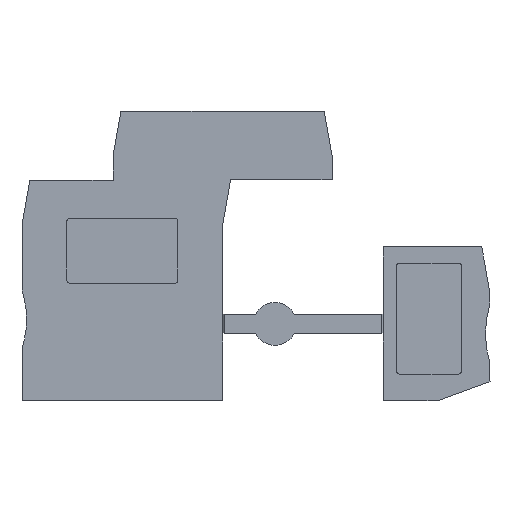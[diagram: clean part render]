
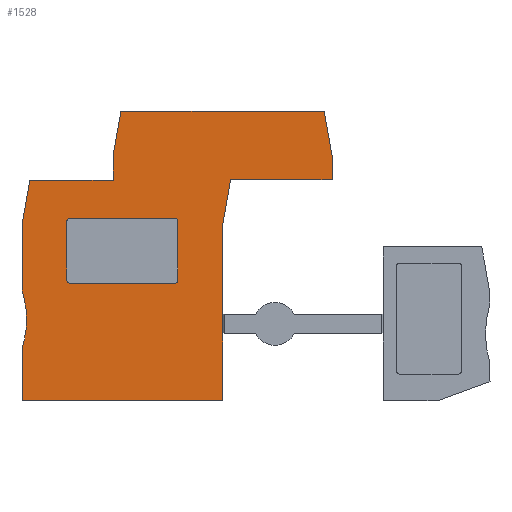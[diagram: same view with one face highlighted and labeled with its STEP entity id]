
A CAD part, left-side view. The second image highlights one B-rep face of the part: STEP entity #1528.
In plain terms, the highlighted face is planar.
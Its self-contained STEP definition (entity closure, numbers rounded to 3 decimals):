
#96=CIRCLE('',#1616,0.5);
#97=CIRCLE('',#1617,0.5);
#98=CIRCLE('',#1618,0.5);
#99=CIRCLE('',#1619,0.5);
#100=CIRCLE('',#1620,15.);
#145=VERTEX_POINT('',#2126);
#146=VERTEX_POINT('',#2127);
#147=VERTEX_POINT('',#2129);
#148=VERTEX_POINT('',#2131);
#149=VERTEX_POINT('',#2133);
#150=VERTEX_POINT('',#2135);
#151=VERTEX_POINT('',#2137);
#152=VERTEX_POINT('',#2139);
#153=VERTEX_POINT('',#2142);
#154=VERTEX_POINT('',#2143);
#155=VERTEX_POINT('',#2145);
#156=VERTEX_POINT('',#2147);
#157=VERTEX_POINT('',#2149);
#158=VERTEX_POINT('',#2151);
#159=VERTEX_POINT('',#2153);
#160=VERTEX_POINT('',#2155);
#161=VERTEX_POINT('',#2157);
#162=VERTEX_POINT('',#2159);
#163=VERTEX_POINT('',#2161);
#164=VERTEX_POINT('',#2163);
#165=VERTEX_POINT('',#2165);
#166=VERTEX_POINT('',#2167);
#167=VERTEX_POINT('',#2168);
#168=VERTEX_POINT('',#2170);
#169=VERTEX_POINT('',#2172);
#170=VERTEX_POINT('',#2174);
#171=VERTEX_POINT('',#2176);
#298=VECTOR('',#1753,1.);
#299=VECTOR('',#1756,1.);
#300=VECTOR('',#1759,1.);
#301=VECTOR('',#1762,1.);
#302=VECTOR('',#1765,1.);
#303=VECTOR('',#1766,1.);
#304=VECTOR('',#1767,1.);
#305=VECTOR('',#1768,1.);
#306=VECTOR('',#1769,1.);
#307=VECTOR('',#1770,1.);
#308=VECTOR('',#1771,1.);
#309=VECTOR('',#1772,1.);
#310=VECTOR('',#1773,1.);
#311=VECTOR('',#1774,1.);
#312=VECTOR('',#1775,1.);
#313=VECTOR('',#1776,1.);
#314=VECTOR('',#1779,1.);
#315=VECTOR('',#1780,1.);
#316=VECTOR('',#1781,1.);
#317=VECTOR('',#1782,1.);
#318=VECTOR('',#1783,1.);
#479=LINE('',#2125,#298);
#480=LINE('',#2130,#299);
#481=LINE('',#2134,#300);
#482=LINE('',#2138,#301);
#483=LINE('',#2141,#302);
#484=LINE('',#2144,#303);
#485=LINE('',#2146,#304);
#486=LINE('',#2148,#305);
#487=LINE('',#2150,#306);
#488=LINE('',#2152,#307);
#489=LINE('',#2154,#308);
#490=LINE('',#2156,#309);
#491=LINE('',#2158,#310);
#492=LINE('',#2160,#311);
#493=LINE('',#2162,#312);
#494=LINE('',#2164,#313);
#495=LINE('',#2169,#314);
#496=LINE('',#2171,#315);
#497=LINE('',#2173,#316);
#498=LINE('',#2175,#317);
#499=LINE('',#2177,#318);
#662=EDGE_CURVE('',#145,#146,#479,.T.);
#663=EDGE_CURVE('',#147,#146,#96,.T.);
#664=EDGE_CURVE('',#147,#148,#480,.T.);
#665=EDGE_CURVE('',#149,#148,#97,.T.);
#666=EDGE_CURVE('',#149,#150,#481,.T.);
#667=EDGE_CURVE('',#150,#151,#98,.T.);
#668=EDGE_CURVE('',#151,#152,#482,.T.);
#669=EDGE_CURVE('',#145,#152,#99,.T.);
#670=EDGE_CURVE('',#153,#154,#483,.T.);
#671=EDGE_CURVE('',#153,#155,#484,.T.);
#672=EDGE_CURVE('',#156,#155,#485,.T.);
#673=EDGE_CURVE('',#156,#157,#486,.T.);
#674=EDGE_CURVE('',#158,#157,#487,.T.);
#675=EDGE_CURVE('',#158,#159,#488,.T.);
#676=EDGE_CURVE('',#160,#159,#489,.T.);
#677=EDGE_CURVE('',#160,#161,#490,.T.);
#678=EDGE_CURVE('',#162,#161,#491,.T.);
#679=EDGE_CURVE('',#163,#162,#492,.T.);
#680=EDGE_CURVE('',#163,#164,#493,.T.);
#681=EDGE_CURVE('',#164,#165,#494,.T.);
#682=EDGE_CURVE('',#166,#165,#100,.T.);
#683=EDGE_CURVE('',#167,#166,#100,.T.);
#684=EDGE_CURVE('',#167,#168,#495,.T.);
#685=EDGE_CURVE('',#168,#169,#496,.T.);
#686=EDGE_CURVE('',#169,#170,#497,.T.);
#687=EDGE_CURVE('',#170,#171,#498,.T.);
#688=EDGE_CURVE('',#171,#154,#499,.T.);
#896=ORIENTED_EDGE('',*,*,#662,.T.);
#897=ORIENTED_EDGE('',*,*,#663,.F.);
#898=ORIENTED_EDGE('',*,*,#664,.T.);
#899=ORIENTED_EDGE('',*,*,#665,.F.);
#900=ORIENTED_EDGE('',*,*,#666,.T.);
#901=ORIENTED_EDGE('',*,*,#667,.T.);
#902=ORIENTED_EDGE('',*,*,#668,.T.);
#903=ORIENTED_EDGE('',*,*,#669,.F.);
#904=ORIENTED_EDGE('',*,*,#670,.F.);
#905=ORIENTED_EDGE('',*,*,#671,.T.);
#906=ORIENTED_EDGE('',*,*,#672,.F.);
#907=ORIENTED_EDGE('',*,*,#673,.T.);
#908=ORIENTED_EDGE('',*,*,#674,.F.);
#909=ORIENTED_EDGE('',*,*,#675,.T.);
#910=ORIENTED_EDGE('',*,*,#676,.F.);
#911=ORIENTED_EDGE('',*,*,#677,.T.);
#912=ORIENTED_EDGE('',*,*,#678,.F.);
#913=ORIENTED_EDGE('',*,*,#679,.F.);
#914=ORIENTED_EDGE('',*,*,#680,.T.);
#915=ORIENTED_EDGE('',*,*,#681,.T.);
#916=ORIENTED_EDGE('',*,*,#682,.F.);
#917=ORIENTED_EDGE('',*,*,#683,.F.);
#918=ORIENTED_EDGE('',*,*,#684,.T.);
#919=ORIENTED_EDGE('',*,*,#685,.T.);
#920=ORIENTED_EDGE('',*,*,#686,.T.);
#921=ORIENTED_EDGE('',*,*,#687,.T.);
#922=ORIENTED_EDGE('',*,*,#688,.T.);
#1346=EDGE_LOOP('',(#896,#897,#898,#899,#900,#901,#902,#903));
#1347=EDGE_LOOP('',(#904,#905,#906,#907,#908,#909,#910,#911,#912,#913,#914,
#915,#916,#917,#918,#919,#920,#921,#922));
#1437=FACE_BOUND('',#1346,.T.);
#1438=FACE_BOUND('',#1347,.T.);
#1528=ADVANCED_FACE('',(#1437,#1438),#3267,.T.);
#1615=AXIS2_PLACEMENT_3D('',#2124,#1752,$);
#1616=AXIS2_PLACEMENT_3D('',#2128,#1754,#1755);
#1617=AXIS2_PLACEMENT_3D('',#2132,#1757,#1758);
#1618=AXIS2_PLACEMENT_3D('',#2136,#1760,#1761);
#1619=AXIS2_PLACEMENT_3D('',#2140,#1763,#1764);
#1620=AXIS2_PLACEMENT_3D('',#2166,#1777,#1778);
#1752=DIRECTION('',(0.,0.,-1.));
#1753=DIRECTION('',(-1.,0.,0.));
#1754=DIRECTION('',(0.,0.,-1.));
#1755=DIRECTION('',(-0.5,0.,0.));
#1756=DIRECTION('',(0.,-1.,0.));
#1757=DIRECTION('',(0.,0.,-1.));
#1758=DIRECTION('',(-0.5,0.,0.));
#1759=DIRECTION('',(1.,0.,0.));
#1760=DIRECTION('',(0.,0.,1.));
#1761=DIRECTION('',(0.5,0.,0.));
#1762=DIRECTION('',(0.,1.,0.));
#1763=DIRECTION('',(0.,0.,-1.));
#1764=DIRECTION('',(-0.5,0.,0.));
#1765=DIRECTION('',(1.,0.,0.));
#1766=DIRECTION('',(0.,1.,0.));
#1767=DIRECTION('',(0.174,-0.985,0.));
#1768=DIRECTION('',(-1.,0.,0.));
#1769=DIRECTION('',(0.,-1.,0.));
#1770=DIRECTION('',(0.174,0.985,0.));
#1771=DIRECTION('',(-1.,0.,0.));
#1772=DIRECTION('',(0.174,-0.985,0.));
#1773=DIRECTION('',(0.,1.,0.));
#1774=DIRECTION('',(-1.,0.,0.));
#1775=DIRECTION('',(0.174,-0.985,0.));
#1776=DIRECTION('',(0.,-1.,0.));
#1777=DIRECTION('',(0.,0.,-1.));
#1778=DIRECTION('',(15.,0.,0.));
#1779=DIRECTION('',(0.,-1.,0.));
#1780=DIRECTION('',(-1.,0.,0.));
#1781=DIRECTION('',(0.,1.,0.));
#1782=DIRECTION('',(1.,0.,0.));
#1783=DIRECTION('',(0.,1.,0.));
#2124=CARTESIAN_POINT('',(-31.879,-32.33,51.57));
#2125=CARTESIAN_POINT('',(11.186,1.418,51.57));
#2126=CARTESIAN_POINT('',(11.186,1.418,51.57));
#2127=CARTESIAN_POINT('',(-4.814,1.418,51.57));
#2128=CARTESIAN_POINT('',(-4.814,0.918,51.57));
#2129=CARTESIAN_POINT('',(-5.314,0.918,51.57));
#2130=CARTESIAN_POINT('',(-5.314,0.918,51.57));
#2131=CARTESIAN_POINT('',(-5.314,-8.082,51.57));
#2132=CARTESIAN_POINT('',(-4.814,-8.082,51.57));
#2133=CARTESIAN_POINT('',(-4.814,-8.582,51.57));
#2134=CARTESIAN_POINT('',(-4.814,-8.582,51.57));
#2135=CARTESIAN_POINT('',(11.186,-8.582,51.57));
#2136=CARTESIAN_POINT('',(11.186,-8.082,51.57));
#2137=CARTESIAN_POINT('',(11.686,-8.082,51.57));
#2138=CARTESIAN_POINT('',(11.686,-8.082,51.57));
#2139=CARTESIAN_POINT('',(11.686,0.918,51.57));
#2140=CARTESIAN_POINT('',(11.186,0.918,51.57));
#2141=CARTESIAN_POINT('',(-12.189,-12.782,51.57));
#2142=CARTESIAN_POINT('',(-12.189,-12.782,51.57));
#2143=CARTESIAN_POINT('',(-12.089,-12.782,51.57));
#2144=CARTESIAN_POINT('',(-12.189,-12.782,51.57));
#2145=CARTESIAN_POINT('',(-12.189,0.417,51.57));
#2146=CARTESIAN_POINT('',(-13.406,7.318,51.57));
#2147=CARTESIAN_POINT('',(-13.406,7.318,51.57));
#2148=CARTESIAN_POINT('',(-13.406,7.318,51.57));
#2149=CARTESIAN_POINT('',(-28.939,7.318,51.57));
#2150=CARTESIAN_POINT('',(-28.939,11.008,51.57));
#2151=CARTESIAN_POINT('',(-28.939,11.008,51.57));
#2152=CARTESIAN_POINT('',(-28.939,11.008,51.57));
#2153=CARTESIAN_POINT('',(-27.738,17.818,51.57));
#2154=CARTESIAN_POINT('',(3.41,17.818,51.57));
#2155=CARTESIAN_POINT('',(3.41,17.818,51.57));
#2156=CARTESIAN_POINT('',(3.41,17.818,51.57));
#2157=CARTESIAN_POINT('',(4.611,11.008,51.57));
#2158=CARTESIAN_POINT('',(4.611,7.218,51.57));
#2159=CARTESIAN_POINT('',(4.611,7.218,51.57));
#2160=CARTESIAN_POINT('',(17.36,7.218,51.57));
#2161=CARTESIAN_POINT('',(17.36,7.218,51.57));
#2162=CARTESIAN_POINT('',(17.36,7.218,51.57));
#2163=CARTESIAN_POINT('',(18.561,0.408,51.57));
#2164=CARTESIAN_POINT('',(18.561,0.408,51.57));
#2165=CARTESIAN_POINT('',(18.561,-9.582,51.57));
#2166=CARTESIAN_POINT('',(32.87,-14.082,51.57));
#2167=CARTESIAN_POINT('',(17.87,-14.082,51.57));
#2168=CARTESIAN_POINT('',(18.561,-18.582,51.57));
#2169=CARTESIAN_POINT('',(18.561,-18.582,51.57));
#2170=CARTESIAN_POINT('',(18.561,-26.582,51.57));
#2171=CARTESIAN_POINT('',(18.561,-26.582,51.57));
#2172=CARTESIAN_POINT('',(-12.189,-26.582,51.57));
#2173=CARTESIAN_POINT('',(-12.189,-26.582,51.57));
#2174=CARTESIAN_POINT('',(-12.189,-16.782,51.57));
#2175=CARTESIAN_POINT('',(-12.189,-16.782,51.57));
#2176=CARTESIAN_POINT('',(-12.089,-16.782,51.57));
#2177=CARTESIAN_POINT('',(-12.089,-16.782,51.57));
#3267=PLANE('',#1615);
